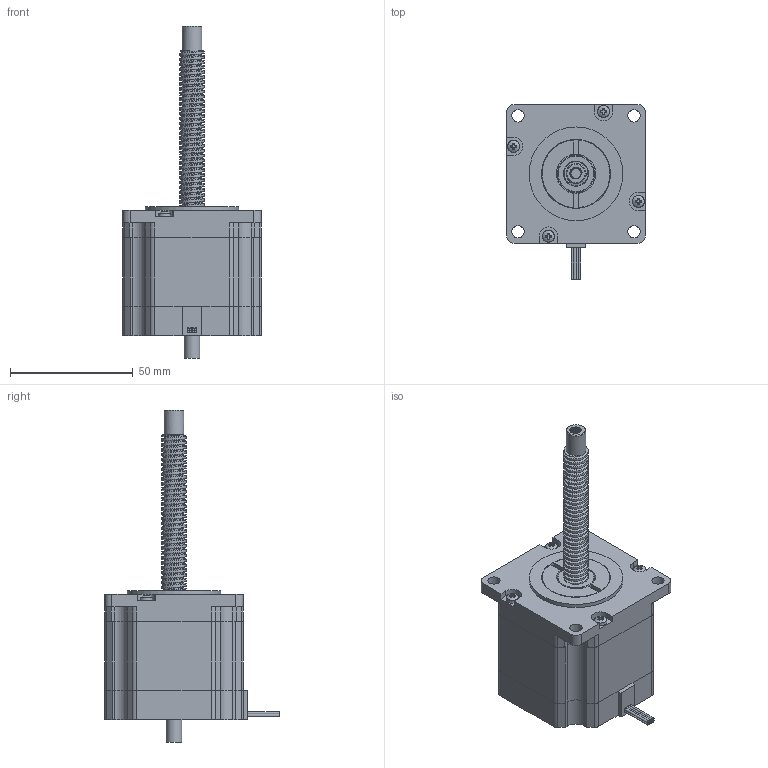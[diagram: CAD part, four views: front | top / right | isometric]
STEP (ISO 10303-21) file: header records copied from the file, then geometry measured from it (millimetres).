
FILE_DESCRIPTION(/* description */ (''),/* implementation_level */ '2;1');
FILE_NAME(/* name */ 'LS5918S2008-T10x6-75.stp',/* time_stamp */ '2015-06-18T11:54:33+02:00',/* author */ ('schneid_a'),/* organization */ (''),/* preprocessor_version */ 'ST-DEVELOPER v16.1',/* originating_system */ 'Autodesk Inventor 2016',/* authorisation */ '');
FILE_SCHEMA (('AUTOMOTIVE_DESIGN { 1 0 10303 214 3 1 1 }'));
Length unit declared in the file: millimetre
Products named in the file (1): LS5918S
Bounding box: 56.4 x 71.1 x 135 mm (x, y, z)
Volume: 146961.1 mm3; surface area: 25683 mm2
Topology: 1 solids, 5 shells, 414 faces, 1030 edges, 648 vertices
Faces by surface type: plane 205, cylinder 131, cone 63, torus 7, sphere 4, bspline 4
Full cylindrical faces by diameter (mm): 1.567 x3, 2.275 x4, 2.5 x4, 3 x4, 4.2 x5, 5 x4, 6.35 x1, 8 x32, 15 x2, 16 x1, 18 x1, 20 x1, 28 x2, 38.1 x1
Entity records: 16929 total; most frequent: CARTESIAN_POINT 8017, DIRECTION 1846, ORIENTED_EDGE 1736, EDGE_CURVE 858, AXIS2_PLACEMENT_3D 708, VERTEX_POINT 565, EDGE_LOOP 461, LINE 430
